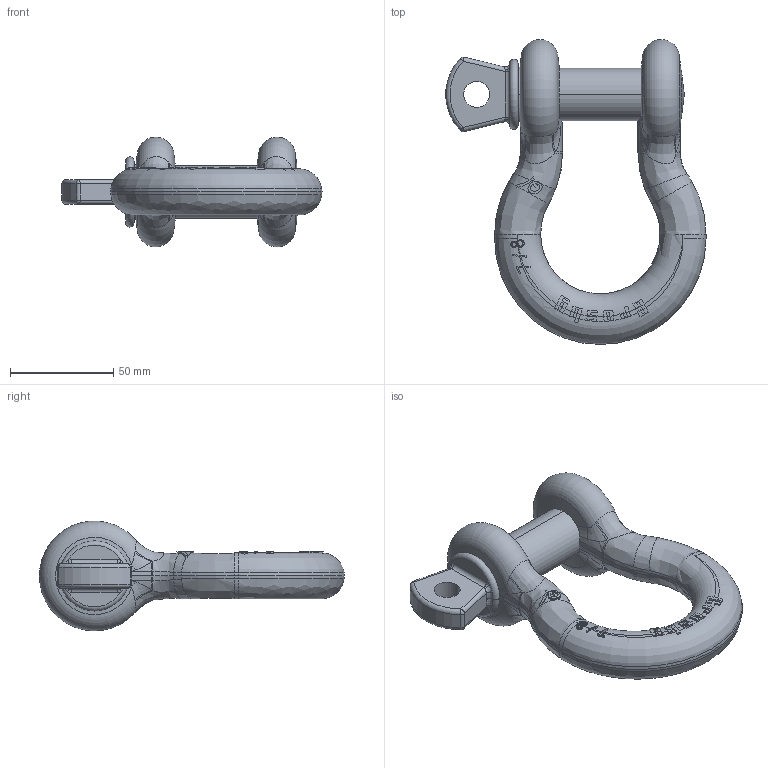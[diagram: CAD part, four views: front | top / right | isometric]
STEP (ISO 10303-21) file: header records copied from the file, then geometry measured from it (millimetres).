
FILE_DESCRIPTION((''),'2;1');
FILE_NAME('CROSBY_209_088','2003-11-18T',('adoughty'),('The Crosby Group, Inc.'),'PRO/ENGINEER BY PARAMETRIC TECHNOLOGY CORPORATION, 2001150','PRO/ENGINEER BY PARAMETRIC TECHNOLOGY CORPORATION, 2001150','');
FILE_SCHEMA(('CONFIG_CONTROL_DESIGN'));
Length unit declared in the file: inch
Products named in the file (1): CROSBY_209_088
Bounding box: 126.22 x 148.07 x 53.23 mm (x, y, z)
Volume: 193222.9 mm3; surface area: 39464.4 mm2
Topology: 2 solids, 2 shells, 325 faces, 852 edges, 528 vertices
Faces by surface type: plane 117, bspline 93, revolution 35, cylinder 33, cone 18, extrusion 15, torus 10, sphere 4
Entity records: 15284 total; most frequent: CARTESIAN_POINT 8393, ORIENTED_EDGE 1700, DIRECTION 965, EDGE_CURVE 850, VERTEX_POINT 528, B_SPLINE_CURVE_WITH_KNOTS 500, AXIS2_PLACEMENT_3D 333, EDGE_LOOP 330
